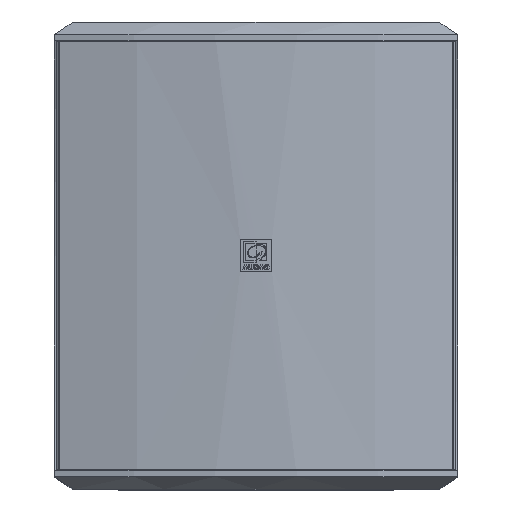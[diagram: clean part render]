
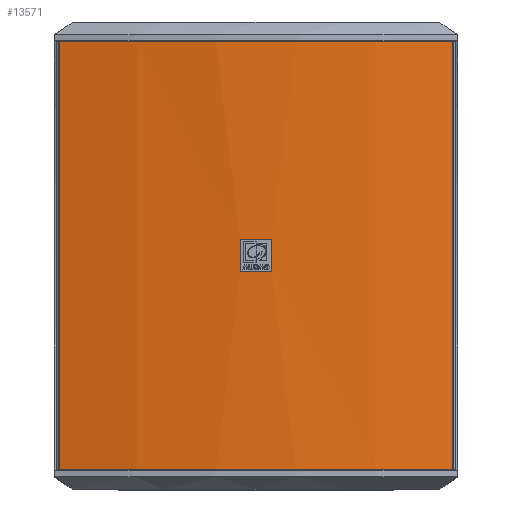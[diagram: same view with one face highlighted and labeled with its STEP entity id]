
A CAD part, top view. The second image highlights one B-rep face of the part: STEP entity #13571.
In plain terms, the highlighted cylindrical face has radius 566.522 mm (diameter 1133.04 mm), a partial arc.
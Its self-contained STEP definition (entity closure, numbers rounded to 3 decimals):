
#651=FACE_BOUND('',#2558,.T.);
#1740=FACE_OUTER_BOUND('',#2557,.T.);
#2557=EDGE_LOOP('',(#11830,#11831,#11832,#11833));
#2558=EDGE_LOOP('',(#11834,#11835,#11836,#11837,#11838,#11839,#11840,#11841,
#11842,#11843));
#2650=CIRCLE('',#13670,566.522);
#2656=CIRCLE('',#13686,566.522);
#2658=CIRCLE('',#13690,566.522);
#2661=CIRCLE('',#13764,566.522);
#3162=CIRCLE('',#14846,566.522);
#3171=CIRCLE('',#14857,566.522);
#3236=LINE('',#18425,#4009);
#3243=LINE('',#18491,#4016);
#3954=LINE('',#26606,#4727);
#3955=LINE('',#26608,#4728);
#4009=VECTOR('',#15007,10.);
#4016=VECTOR('',#15032,10.);
#4727=VECTOR('',#18097,10.);
#4728=VECTOR('',#18100,10.);
#4772=B_SPLINE_CURVE_WITH_KNOTS('',3,(#18389,#18390,#18391,#18392,#18393,
#18394,#18395,#18396,#18397,#18398),.UNSPECIFIED.,.F.,.F.,(4,2,2,2,4),(0.301,
0.339,0.377,0.414,0.452),
 .UNSPECIFIED.);
#4773=B_SPLINE_CURVE_WITH_KNOTS('',3,(#18431,#18432,#18433,#18434,#18435,
#18436,#18437,#18438,#18439,#18440),.UNSPECIFIED.,.F.,.F.,(4,2,2,2,4),(0.452,
0.49,0.527,0.565,0.603),
 .UNSPECIFIED.);
#4776=B_SPLINE_CURVE_WITH_KNOTS('',3,(#18476,#18477,#18478,#18479,#18480,
#18481,#18482,#18483,#18484,#18485),.UNSPECIFIED.,.F.,.F.,(4,2,2,2,4),(0.151,
0.188,0.226,0.264,0.301),
 .UNSPECIFIED.);
#4777=B_SPLINE_CURVE_WITH_KNOTS('',3,(#18518,#18519,#18520,#18521,#18522,
#18523,#18524,#18525,#18526,#18527),.UNSPECIFIED.,.F.,.F.,(4,2,2,2,4),(0.,
0.038,0.075,0.113,0.151),
 .UNSPECIFIED.);
#5051=VERTEX_POINT('',#18387);
#5052=VERTEX_POINT('',#18388);
#5055=VERTEX_POINT('',#18405);
#5056=VERTEX_POINT('',#18406);
#5062=VERTEX_POINT('',#18424);
#5064=VERTEX_POINT('',#18430);
#5070=VERTEX_POINT('',#18475);
#5072=VERTEX_POINT('',#18490);
#5076=VERTEX_POINT('',#18502);
#5077=VERTEX_POINT('',#18503);
#6239=VERTEX_POINT('',#26566);
#6240=VERTEX_POINT('',#26568);
#6251=VERTEX_POINT('',#26596);
#6252=VERTEX_POINT('',#26598);
#6318=EDGE_CURVE('',#5051,#5052,#4772,.T.);
#6322=EDGE_CURVE('',#5055,#5056,#2650,.T.);
#6331=EDGE_CURVE('',#5062,#5051,#3236,.T.);
#6334=EDGE_CURVE('',#5056,#5064,#4773,.T.);
#6343=EDGE_CURVE('',#5070,#5062,#4776,.T.);
#6346=EDGE_CURVE('',#5064,#5072,#3243,.T.);
#6352=EDGE_CURVE('',#5076,#5077,#2656,.T.);
#6358=EDGE_CURVE('',#5077,#5070,#2658,.T.);
#6360=EDGE_CURVE('',#5072,#5076,#4777,.T.);
#6575=EDGE_CURVE('',#5052,#5055,#2661,.T.);
#8114=EDGE_CURVE('',#6239,#6240,#3162,.T.);
#8130=EDGE_CURVE('',#6251,#6252,#3171,.T.);
#8134=EDGE_CURVE('',#6239,#6252,#3954,.T.);
#8135=EDGE_CURVE('',#6240,#6251,#3955,.T.);
#11830=ORIENTED_EDGE('',*,*,#8134,.T.);
#11831=ORIENTED_EDGE('',*,*,#8130,.F.);
#11832=ORIENTED_EDGE('',*,*,#8135,.F.);
#11833=ORIENTED_EDGE('',*,*,#8114,.F.);
#11834=ORIENTED_EDGE('',*,*,#6575,.T.);
#11835=ORIENTED_EDGE('',*,*,#6322,.T.);
#11836=ORIENTED_EDGE('',*,*,#6334,.T.);
#11837=ORIENTED_EDGE('',*,*,#6346,.T.);
#11838=ORIENTED_EDGE('',*,*,#6360,.T.);
#11839=ORIENTED_EDGE('',*,*,#6352,.T.);
#11840=ORIENTED_EDGE('',*,*,#6358,.T.);
#11841=ORIENTED_EDGE('',*,*,#6343,.T.);
#11842=ORIENTED_EDGE('',*,*,#6331,.T.);
#11843=ORIENTED_EDGE('',*,*,#6318,.T.);
#12132=CYLINDRICAL_SURFACE('',#14861,566.522);
#13571=ADVANCED_FACE('',(#1740,#651),#12132,.T.);
#13670=AXIS2_PLACEMENT_3D('',#18407,#14990,#14991);
#13686=AXIS2_PLACEMENT_3D('',#18504,#15042,#15043);
#13690=AXIS2_PLACEMENT_3D('',#18515,#15054,#15055);
#13764=AXIS2_PLACEMENT_3D('',#20119,#15380,#15381);
#14846=AXIS2_PLACEMENT_3D('',#26569,#18058,#18059);
#14857=AXIS2_PLACEMENT_3D('',#26599,#18087,#18088);
#14861=AXIS2_PLACEMENT_3D('',#26607,#18098,#18099);
#14990=DIRECTION('center_axis',(0.,-1.,0.));
#14991=DIRECTION('ref_axis',(-0.277,0.,0.961));
#15007=DIRECTION('',(0.,-1.,0.));
#15032=DIRECTION('',(0.,1.,0.));
#15042=DIRECTION('center_axis',(0.,1.,0.));
#15043=DIRECTION('ref_axis',(-0.277,0.,0.961));
#15054=DIRECTION('center_axis',(0.,1.,0.));
#15055=DIRECTION('ref_axis',(-0.277,0.,0.961));
#15380=DIRECTION('center_axis',(0.,-1.,0.));
#15381=DIRECTION('ref_axis',(-0.277,0.,0.961));
#18058=DIRECTION('center_axis',(0.,-1.,0.));
#18059=DIRECTION('ref_axis',(-0.277,0.,0.961));
#18087=DIRECTION('center_axis',(0.,1.,0.));
#18088=DIRECTION('ref_axis',(-0.277,0.,0.961));
#18097=DIRECTION('',(0.,1.,0.));
#18098=DIRECTION('center_axis',(0.,1.,0.));
#18099=DIRECTION('ref_axis',(-0.277,0.,0.961));
#18100=DIRECTION('',(0.,1.,0.));
#18387=CARTESIAN_POINT('',(12.5,174.,188.362));
#18388=CARTESIAN_POINT('',(11.5,173.,188.383));
#18389=CARTESIAN_POINT('Ctrl Pts',(12.5,174.,188.362));
#18390=CARTESIAN_POINT('Ctrl Pts',(12.5,173.874,188.362));
#18391=CARTESIAN_POINT('Ctrl Pts',(12.475,173.741,188.363));
#18392=CARTESIAN_POINT('Ctrl Pts',(12.373,173.494,188.365));
#18393=CARTESIAN_POINT('Ctrl Pts',(12.296,173.382,188.367));
#18394=CARTESIAN_POINT('Ctrl Pts',(12.118,173.204,188.37));
#18395=CARTESIAN_POINT('Ctrl Pts',(12.006,173.127,188.373));
#18396=CARTESIAN_POINT('Ctrl Pts',(11.76,173.025,188.378));
#18397=CARTESIAN_POINT('Ctrl Pts',(11.626,173.,188.381));
#18398=CARTESIAN_POINT('Ctrl Pts',(11.5,173.,188.383));
#18405=CARTESIAN_POINT('',(0.,173.,188.5));
#18406=CARTESIAN_POINT('',(-11.5,173.,188.383));
#18407=CARTESIAN_POINT('Origin',(0.,173.,-378.022));
#18424=CARTESIAN_POINT('',(12.5,197.,188.362));
#18425=CARTESIAN_POINT('',(12.5,185.5,188.362));
#18430=CARTESIAN_POINT('',(-12.5,174.,188.362));
#18431=CARTESIAN_POINT('Ctrl Pts',(-11.5,173.,188.383));
#18432=CARTESIAN_POINT('Ctrl Pts',(-11.626,173.,188.381));
#18433=CARTESIAN_POINT('Ctrl Pts',(-11.76,173.025,188.378));
#18434=CARTESIAN_POINT('Ctrl Pts',(-12.006,173.127,188.373));
#18435=CARTESIAN_POINT('Ctrl Pts',(-12.118,173.204,188.37));
#18436=CARTESIAN_POINT('Ctrl Pts',(-12.296,173.382,188.367));
#18437=CARTESIAN_POINT('Ctrl Pts',(-12.373,173.494,188.365));
#18438=CARTESIAN_POINT('Ctrl Pts',(-12.475,173.741,188.363));
#18439=CARTESIAN_POINT('Ctrl Pts',(-12.5,173.874,188.362));
#18440=CARTESIAN_POINT('Ctrl Pts',(-12.5,174.,188.362));
#18475=CARTESIAN_POINT('',(11.5,198.,188.383));
#18476=CARTESIAN_POINT('Ctrl Pts',(11.5,198.,188.383));
#18477=CARTESIAN_POINT('Ctrl Pts',(11.626,198.,188.381));
#18478=CARTESIAN_POINT('Ctrl Pts',(11.76,197.975,188.378));
#18479=CARTESIAN_POINT('Ctrl Pts',(12.006,197.873,188.373));
#18480=CARTESIAN_POINT('Ctrl Pts',(12.118,197.796,188.37));
#18481=CARTESIAN_POINT('Ctrl Pts',(12.296,197.618,188.367));
#18482=CARTESIAN_POINT('Ctrl Pts',(12.373,197.506,188.365));
#18483=CARTESIAN_POINT('Ctrl Pts',(12.475,197.259,188.363));
#18484=CARTESIAN_POINT('Ctrl Pts',(12.5,197.126,188.362));
#18485=CARTESIAN_POINT('Ctrl Pts',(12.5,197.,188.362));
#18490=CARTESIAN_POINT('',(-12.5,197.,188.362));
#18491=CARTESIAN_POINT('',(-12.5,185.5,188.362));
#18502=CARTESIAN_POINT('',(-11.5,198.,188.383));
#18503=CARTESIAN_POINT('',(0.,198.,188.5));
#18504=CARTESIAN_POINT('Origin',(0.,198.,-378.022));
#18515=CARTESIAN_POINT('Origin',(0.,198.,-378.022));
#18518=CARTESIAN_POINT('Ctrl Pts',(-12.5,197.,188.362));
#18519=CARTESIAN_POINT('Ctrl Pts',(-12.5,197.126,188.362));
#18520=CARTESIAN_POINT('Ctrl Pts',(-12.475,197.259,188.363));
#18521=CARTESIAN_POINT('Ctrl Pts',(-12.373,197.506,188.365));
#18522=CARTESIAN_POINT('Ctrl Pts',(-12.296,197.618,188.367));
#18523=CARTESIAN_POINT('Ctrl Pts',(-12.118,197.796,188.37));
#18524=CARTESIAN_POINT('Ctrl Pts',(-12.006,197.873,188.373));
#18525=CARTESIAN_POINT('Ctrl Pts',(-11.76,197.975,188.378));
#18526=CARTESIAN_POINT('Ctrl Pts',(-11.626,198.,188.381));
#18527=CARTESIAN_POINT('Ctrl Pts',(-11.5,198.,188.383));
#20119=CARTESIAN_POINT('Origin',(0.,173.,-378.022));
#26566=CARTESIAN_POINT('',(156.691,15.5,166.4));
#26568=CARTESIAN_POINT('',(-156.691,15.5,166.4));
#26569=CARTESIAN_POINT('Origin',(0.,15.5,-378.022));
#26596=CARTESIAN_POINT('',(-156.691,355.5,166.4));
#26598=CARTESIAN_POINT('',(156.691,355.5,166.4));
#26599=CARTESIAN_POINT('Origin',(0.,355.5,-378.022));
#26606=CARTESIAN_POINT('',(156.691,185.5,166.4));
#26607=CARTESIAN_POINT('Origin',(0.,185.5,-378.022));
#26608=CARTESIAN_POINT('',(-156.691,185.5,166.4));
